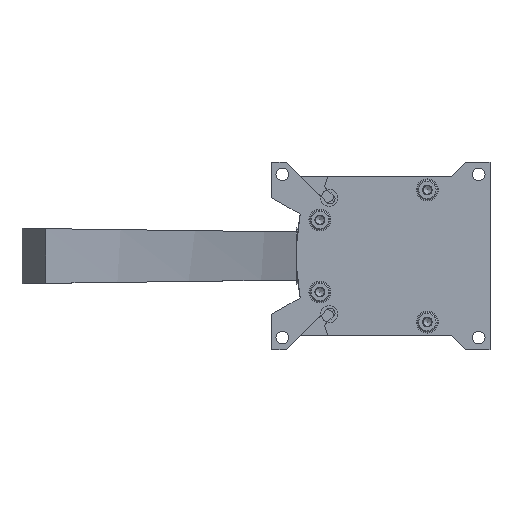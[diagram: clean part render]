
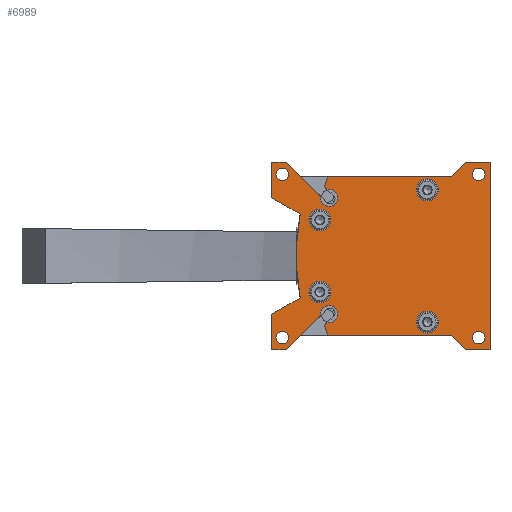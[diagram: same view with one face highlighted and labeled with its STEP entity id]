
A CAD part, front view. The second image highlights one B-rep face of the part: STEP entity #6989.
In plain terms, the highlighted planar face has unit normal (0, -1, 0).
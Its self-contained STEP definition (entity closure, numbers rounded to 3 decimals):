
#77=PLANE('',#8195);
#408=LINE('',#11255,#1004);
#411=LINE('',#11261,#1007);
#414=LINE('',#11267,#1010);
#417=LINE('',#11273,#1013);
#421=LINE('',#11285,#1017);
#425=LINE('',#11297,#1021);
#428=LINE('',#11303,#1024);
#431=LINE('',#11309,#1027);
#457=LINE('',#11383,#1053);
#460=LINE('',#11389,#1056);
#463=LINE('',#11395,#1059);
#466=LINE('',#11401,#1062);
#470=LINE('',#11413,#1066);
#474=LINE('',#11425,#1070);
#477=LINE('',#11431,#1073);
#480=LINE('',#11437,#1076);
#483=LINE('',#11443,#1079);
#1004=VECTOR('',#8985,1000.);
#1007=VECTOR('',#8990,1000.);
#1010=VECTOR('',#8995,1000.);
#1013=VECTOR('',#9000,1000.);
#1017=VECTOR('',#9012,1000.);
#1021=VECTOR('',#9024,1000.);
#1024=VECTOR('',#9029,1000.);
#1027=VECTOR('',#9034,1000.);
#1053=VECTOR('',#9084,1000.);
#1056=VECTOR('',#9089,1000.);
#1059=VECTOR('',#9094,1000.);
#1062=VECTOR('',#9099,1000.);
#1066=VECTOR('',#9111,1000.);
#1070=VECTOR('',#9123,1000.);
#1073=VECTOR('',#9128,1000.);
#1076=VECTOR('',#9133,1000.);
#1079=VECTOR('',#9138,1000.);
#1593=CIRCLE('',#8085,86.);
#1623=CIRCLE('',#8146,3.);
#1625=CIRCLE('',#8150,80.);
#1638=CIRCLE('',#8171,80.);
#1640=CIRCLE('',#8175,3.);
#1643=CIRCLE('',#8183,2.25);
#1645=CIRCLE('',#8186,2.25);
#1647=CIRCLE('',#8189,2.25);
#1649=CIRCLE('',#8192,2.25);
#1651=CIRCLE('',#8196,3.85);
#1652=CIRCLE('',#8197,3.85);
#1653=CIRCLE('',#8198,3.85);
#1654=CIRCLE('',#8199,3.85);
#2122=ORIENTED_EDGE('',*,*,#4100,.F.);
#2123=ORIENTED_EDGE('',*,*,#4101,.F.);
#2124=ORIENTED_EDGE('',*,*,#4102,.F.);
#2125=ORIENTED_EDGE('',*,*,#4103,.F.);
#2126=ORIENTED_EDGE('',*,*,#4098,.T.);
#2127=ORIENTED_EDGE('',*,*,#4096,.T.);
#2128=ORIENTED_EDGE('',*,*,#4094,.T.);
#2129=ORIENTED_EDGE('',*,*,#4092,.T.);
#2130=ORIENTED_EDGE('',*,*,#3995,.F.);
#2131=ORIENTED_EDGE('',*,*,#3932,.F.);
#2132=ORIENTED_EDGE('',*,*,#4089,.F.);
#2133=ORIENTED_EDGE('',*,*,#4086,.F.);
#2134=ORIENTED_EDGE('',*,*,#4083,.F.);
#2135=ORIENTED_EDGE('',*,*,#4080,.F.);
#2136=ORIENTED_EDGE('',*,*,#4077,.T.);
#2137=ORIENTED_EDGE('',*,*,#4074,.F.);
#2138=ORIENTED_EDGE('',*,*,#4071,.F.);
#2139=ORIENTED_EDGE('',*,*,#4068,.F.);
#2140=ORIENTED_EDGE('',*,*,#4065,.F.);
#2141=ORIENTED_EDGE('',*,*,#4062,.F.);
#2142=ORIENTED_EDGE('',*,*,#4059,.F.);
#2143=ORIENTED_EDGE('',*,*,#4022,.F.);
#2144=ORIENTED_EDGE('',*,*,#4019,.F.);
#2145=ORIENTED_EDGE('',*,*,#4016,.F.);
#2146=ORIENTED_EDGE('',*,*,#4013,.F.);
#2147=ORIENTED_EDGE('',*,*,#4010,.F.);
#2148=ORIENTED_EDGE('',*,*,#4007,.T.);
#2149=ORIENTED_EDGE('',*,*,#4004,.F.);
#2150=ORIENTED_EDGE('',*,*,#4001,.F.);
#2151=ORIENTED_EDGE('',*,*,#3998,.F.);
#3932=EDGE_CURVE('',#4945,#4946,#1593,.T.);
#3995=EDGE_CURVE('',#4946,#4984,#408,.T.);
#3998=EDGE_CURVE('',#4984,#4986,#411,.T.);
#4001=EDGE_CURVE('',#4986,#4988,#414,.T.);
#4004=EDGE_CURVE('',#4988,#4990,#417,.T.);
#4007=EDGE_CURVE('',#4992,#4990,#1623,.T.);
#4010=EDGE_CURVE('',#4992,#4994,#421,.T.);
#4013=EDGE_CURVE('',#4994,#4996,#1625,.T.);
#4016=EDGE_CURVE('',#4996,#4998,#425,.T.);
#4019=EDGE_CURVE('',#4998,#5000,#428,.T.);
#4022=EDGE_CURVE('',#5000,#5002,#431,.T.);
#4059=EDGE_CURVE('',#5002,#5038,#457,.T.);
#4062=EDGE_CURVE('',#5038,#5040,#460,.T.);
#4065=EDGE_CURVE('',#5040,#5042,#463,.T.);
#4068=EDGE_CURVE('',#5042,#5044,#466,.T.);
#4071=EDGE_CURVE('',#5044,#5046,#1638,.T.);
#4074=EDGE_CURVE('',#5046,#5048,#470,.T.);
#4077=EDGE_CURVE('',#5050,#5048,#1640,.T.);
#4080=EDGE_CURVE('',#5050,#5052,#474,.T.);
#4083=EDGE_CURVE('',#5052,#5054,#477,.T.);
#4086=EDGE_CURVE('',#5054,#5056,#480,.T.);
#4089=EDGE_CURVE('',#5056,#4945,#483,.T.);
#4092=EDGE_CURVE('',#5059,#5059,#1643,.T.);
#4094=EDGE_CURVE('',#5061,#5061,#1645,.T.);
#4096=EDGE_CURVE('',#5063,#5063,#1647,.T.);
#4098=EDGE_CURVE('',#5065,#5065,#1649,.T.);
#4100=EDGE_CURVE('',#5067,#5067,#1651,.T.);
#4101=EDGE_CURVE('',#5068,#5068,#1652,.T.);
#4102=EDGE_CURVE('',#5069,#5069,#1653,.T.);
#4103=EDGE_CURVE('',#5070,#5070,#1654,.T.);
#4945=VERTEX_POINT('',#11033);
#4946=VERTEX_POINT('',#11034);
#4984=VERTEX_POINT('',#11256);
#4986=VERTEX_POINT('',#11262);
#4988=VERTEX_POINT('',#11268);
#4990=VERTEX_POINT('',#11274);
#4992=VERTEX_POINT('',#11280);
#4994=VERTEX_POINT('',#11286);
#4996=VERTEX_POINT('',#11292);
#4998=VERTEX_POINT('',#11298);
#5000=VERTEX_POINT('',#11304);
#5002=VERTEX_POINT('',#11310);
#5038=VERTEX_POINT('',#11384);
#5040=VERTEX_POINT('',#11390);
#5042=VERTEX_POINT('',#11396);
#5044=VERTEX_POINT('',#11402);
#5046=VERTEX_POINT('',#11408);
#5048=VERTEX_POINT('',#11414);
#5050=VERTEX_POINT('',#11420);
#5052=VERTEX_POINT('',#11426);
#5054=VERTEX_POINT('',#11432);
#5056=VERTEX_POINT('',#11438);
#5059=VERTEX_POINT('',#11449);
#5061=VERTEX_POINT('',#11454);
#5063=VERTEX_POINT('',#11459);
#5065=VERTEX_POINT('',#11464);
#5067=VERTEX_POINT('',#11470);
#5068=VERTEX_POINT('',#11472);
#5069=VERTEX_POINT('',#11474);
#5070=VERTEX_POINT('',#11476);
#5778=EDGE_LOOP('',(#2122));
#5779=EDGE_LOOP('',(#2123));
#5780=EDGE_LOOP('',(#2124));
#5781=EDGE_LOOP('',(#2125));
#5782=EDGE_LOOP('',(#2126));
#5783=EDGE_LOOP('',(#2127));
#5784=EDGE_LOOP('',(#2128));
#5785=EDGE_LOOP('',(#2129));
#5786=EDGE_LOOP('',(#2130,#2131,#2132,#2133,#2134,#2135,#2136,#2137,#2138,
#2139,#2140,#2141,#2142,#2143,#2144,#2145,#2146,#2147,#2148,#2149,#2150,
#2151));
#6340=FACE_BOUND('',#5778,.T.);
#6341=FACE_BOUND('',#5779,.T.);
#6342=FACE_BOUND('',#5780,.T.);
#6343=FACE_BOUND('',#5781,.T.);
#6344=FACE_BOUND('',#5782,.T.);
#6345=FACE_BOUND('',#5783,.T.);
#6346=FACE_BOUND('',#5784,.T.);
#6347=FACE_BOUND('',#5785,.T.);
#6348=FACE_BOUND('',#5786,.T.);
#6989=ADVANCED_FACE('',(#6340,#6341,#6342,#6343,#6344,#6345,#6346,#6347,
#6348),#77,.F.);
#8085=AXIS2_PLACEMENT_3D('',#11032,#8864,#8865);
#8146=AXIS2_PLACEMENT_3D('',#11279,#9005,#9006);
#8150=AXIS2_PLACEMENT_3D('',#11291,#9017,#9018);
#8171=AXIS2_PLACEMENT_3D('',#11407,#9104,#9105);
#8175=AXIS2_PLACEMENT_3D('',#11419,#9116,#9117);
#8183=AXIS2_PLACEMENT_3D('',#11448,#9144,#9145);
#8186=AXIS2_PLACEMENT_3D('',#11453,#9150,#9151);
#8189=AXIS2_PLACEMENT_3D('',#11458,#9156,#9157);
#8192=AXIS2_PLACEMENT_3D('',#11463,#9162,#9163);
#8195=AXIS2_PLACEMENT_3D('',#11468,#9168,#9169);
#8196=AXIS2_PLACEMENT_3D('',#11469,#9170,#9171);
#8197=AXIS2_PLACEMENT_3D('',#11471,#9172,#9173);
#8198=AXIS2_PLACEMENT_3D('',#11473,#9174,#9175);
#8199=AXIS2_PLACEMENT_3D('',#11475,#9176,#9177);
#8864=DIRECTION('',(0.,1.,0.));
#8865=DIRECTION('',(1.,0.,0.));
#8985=DIRECTION('',(-0.866,0.,0.5));
#8990=DIRECTION('',(0.,0.,1.));
#8995=DIRECTION('',(1.,0.,0.));
#9000=DIRECTION('',(0.707,0.,-0.707));
#9005=DIRECTION('',(0.,1.,0.));
#9006=DIRECTION('',(1.,0.,0.));
#9012=DIRECTION('',(-0.707,0.,0.707));
#9017=DIRECTION('',(0.,1.,0.));
#9018=DIRECTION('',(1.,0.,0.));
#9024=DIRECTION('',(1.,0.,0.));
#9029=DIRECTION('',(0.707,0.,0.707));
#9034=DIRECTION('',(1.,0.,0.));
#9084=DIRECTION('',(0.,0.,-1.));
#9089=DIRECTION('',(-1.,0.,0.));
#9094=DIRECTION('',(-0.707,0.,0.707));
#9099=DIRECTION('',(-1.,0.,0.));
#9104=DIRECTION('',(0.,1.,0.));
#9105=DIRECTION('',(1.,0.,0.));
#9111=DIRECTION('',(0.707,0.,0.707));
#9116=DIRECTION('',(0.,1.,0.));
#9117=DIRECTION('',(1.,0.,0.));
#9123=DIRECTION('',(-0.707,0.,-0.707));
#9128=DIRECTION('',(-1.,0.,0.));
#9133=DIRECTION('',(0.,0.,1.));
#9138=DIRECTION('',(0.866,0.,0.5));
#9144=DIRECTION('',(0.,1.,0.));
#9145=DIRECTION('',(1.,0.,0.));
#9150=DIRECTION('',(0.,1.,0.));
#9151=DIRECTION('',(1.,0.,0.));
#9156=DIRECTION('',(0.,1.,0.));
#9157=DIRECTION('',(1.,0.,0.));
#9162=DIRECTION('',(0.,1.,0.));
#9163=DIRECTION('',(1.,0.,0.));
#9168=DIRECTION('',(0.,1.,0.));
#9169=DIRECTION('',(0.,0.,1.));
#9170=DIRECTION('',(0.,-1.,0.));
#9171=DIRECTION('',(0.,0.,-1.));
#9172=DIRECTION('',(0.,-1.,0.));
#9173=DIRECTION('',(0.,0.,-1.));
#9174=DIRECTION('',(0.,-1.,0.));
#9175=DIRECTION('',(0.,0.,-1.));
#9176=DIRECTION('',(0.,-1.,0.));
#9177=DIRECTION('',(0.,0.,-1.));
#11032=CARTESIAN_POINT('',(54.,0.,0.));
#11033=CARTESIAN_POINT('',(-30.726,0.,-14.75));
#11034=CARTESIAN_POINT('',(-30.726,0.,14.75));
#11255=CARTESIAN_POINT('',(-30.726,0.,14.75));
#11256=CARTESIAN_POINT('',(-40.8,0.,20.566));
#11261=CARTESIAN_POINT('',(-40.8,0.,20.566));
#11262=CARTESIAN_POINT('',(-40.8,0.,33.));
#11267=CARTESIAN_POINT('',(-40.8,0.,33.));
#11268=CARTESIAN_POINT('',(-35.616,0.,33.));
#11273=CARTESIAN_POINT('',(-35.616,0.,33.));
#11274=CARTESIAN_POINT('',(-23.478,0.,20.862));
#11279=CARTESIAN_POINT('',(-20.5,0.,20.5));
#11280=CARTESIAN_POINT('',(-20.862,0.,23.478));
#11285=CARTESIAN_POINT('',(-20.862,0.,23.478));
#11286=CARTESIAN_POINT('',(-22.09,0.,24.706));
#11291=CARTESIAN_POINT('',(54.,0.,0.));
#11292=CARTESIAN_POINT('',(-20.94,0.,28.));
#11297=CARTESIAN_POINT('',(-20.94,0.,28.));
#11298=CARTESIAN_POINT('',(22.5,0.,28.));
#11303=CARTESIAN_POINT('',(22.5,0.,28.));
#11304=CARTESIAN_POINT('',(27.5,0.,33.));
#11309=CARTESIAN_POINT('',(27.5,0.,33.));
#11310=CARTESIAN_POINT('',(36.2,0.,33.));
#11383=CARTESIAN_POINT('',(36.2,0.,33.));
#11384=CARTESIAN_POINT('',(36.2,0.,-33.));
#11389=CARTESIAN_POINT('',(36.2,0.,-33.));
#11390=CARTESIAN_POINT('',(27.5,0.,-33.));
#11395=CARTESIAN_POINT('',(27.5,0.,-33.));
#11396=CARTESIAN_POINT('',(22.5,0.,-28.));
#11401=CARTESIAN_POINT('',(22.5,0.,-28.));
#11402=CARTESIAN_POINT('',(-20.94,0.,-28.));
#11407=CARTESIAN_POINT('',(54.,0.,0.));
#11408=CARTESIAN_POINT('',(-22.09,0.,-24.706));
#11413=CARTESIAN_POINT('',(-22.09,0.,-24.706));
#11414=CARTESIAN_POINT('',(-20.862,0.,-23.478));
#11419=CARTESIAN_POINT('',(-20.5,0.,-20.5));
#11420=CARTESIAN_POINT('',(-23.478,0.,-20.862));
#11425=CARTESIAN_POINT('',(-23.478,0.,-20.862));
#11426=CARTESIAN_POINT('',(-35.616,0.,-33.));
#11431=CARTESIAN_POINT('',(-35.616,0.,-33.));
#11432=CARTESIAN_POINT('',(-40.8,0.,-33.));
#11437=CARTESIAN_POINT('',(-40.8,0.,-33.));
#11438=CARTESIAN_POINT('',(-40.8,0.,-20.566));
#11443=CARTESIAN_POINT('',(-40.8,0.,-20.566));
#11448=CARTESIAN_POINT('',(32.2,0.,-28.75));
#11449=CARTESIAN_POINT('',(34.45,0.,-28.75));
#11453=CARTESIAN_POINT('',(32.2,0.,28.75));
#11454=CARTESIAN_POINT('',(34.45,0.,28.75));
#11458=CARTESIAN_POINT('',(-37.,0.,-28.75));
#11459=CARTESIAN_POINT('',(-34.75,0.,-28.75));
#11463=CARTESIAN_POINT('',(-37.,0.,28.75));
#11464=CARTESIAN_POINT('',(-34.75,0.,28.75));
#11468=CARTESIAN_POINT('',(-20.5,0.,20.5));
#11469=CARTESIAN_POINT('',(-23.8,0.,12.7));
#11470=CARTESIAN_POINT('',(-23.8,0.,8.85));
#11471=CARTESIAN_POINT('',(-23.8,0.,-12.7));
#11472=CARTESIAN_POINT('',(-23.8,0.,-16.55));
#11473=CARTESIAN_POINT('',(14.1,0.,23.3));
#11474=CARTESIAN_POINT('',(14.1,0.,19.45));
#11475=CARTESIAN_POINT('',(14.1,0.,-23.3));
#11476=CARTESIAN_POINT('',(14.1,0.,-27.15));
